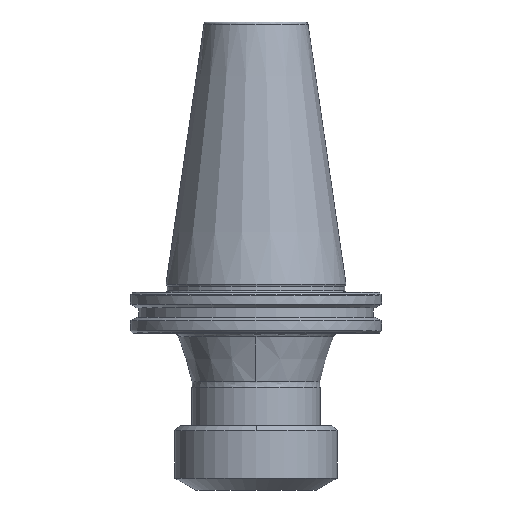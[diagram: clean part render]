
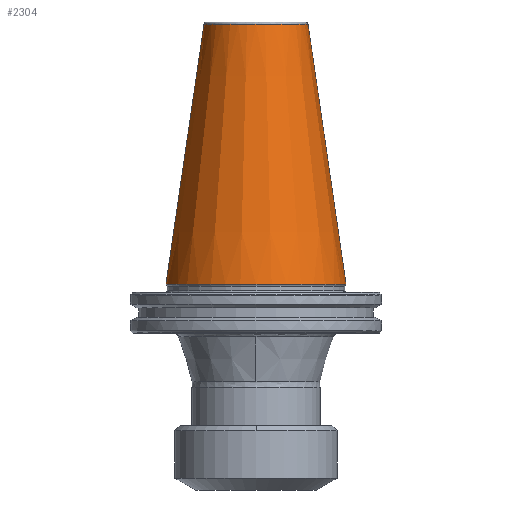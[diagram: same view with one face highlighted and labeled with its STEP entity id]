
A CAD part, front view. The second image highlights one B-rep face of the part: STEP entity #2304.
In plain terms, the highlighted conical face has half-angle 8.297 degrees and reference radius 34.925 mm.
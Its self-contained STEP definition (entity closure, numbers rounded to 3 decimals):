
#3 = DIRECTION ( 'NONE',  ( 0.144, 0., -0.99 ) ) ;
#4 = CARTESIAN_POINT ( 'NONE',  ( 34.925, 0., 0. ) ) ;
#134 = CARTESIAN_POINT ( 'NONE',  ( 20.211, 0., 100.894 ) ) ;
#422 = CIRCLE ( 'NONE', #1440, 20.211 ) ;
#717 = VERTEX_POINT ( 'NONE', #1137 ) ;
#831 = CIRCLE ( 'NONE', #889, 34.925 ) ;
#862 = VERTEX_POINT ( 'NONE', #134 ) ;
#884 = DIRECTION ( 'NONE',  ( -1., 0., 0. ) ) ;
#889 = AXIS2_PLACEMENT_3D ( 'NONE', #1229, #3049, #1506 ) ;
#917 = ORIENTED_EDGE ( 'NONE', *, *, #2292, .T. ) ;
#1105 = DIRECTION ( 'NONE',  ( -0.144, 0., -0.99 ) ) ;
#1115 = CARTESIAN_POINT ( 'NONE',  ( -34.925, 0., 0. ) ) ;
#1137 = CARTESIAN_POINT ( 'NONE',  ( 34.925, 0., 0. ) ) ;
#1148 = CARTESIAN_POINT ( 'NONE',  ( 0., 0., 0. ) ) ;
#1154 = DIRECTION ( 'NONE',  ( 0., 0., -1. ) ) ;
#1172 = LINE ( 'NONE', #1115, #1427 ) ;
#1175 = DIRECTION ( 'NONE',  ( -1., 0., 0. ) ) ;
#1185 = ORIENTED_EDGE ( 'NONE', *, *, #2775, .F. ) ;
#1229 = CARTESIAN_POINT ( 'NONE',  ( 0., 0., 0. ) ) ;
#1337 = CARTESIAN_POINT ( 'NONE',  ( 0., 0., 100.894 ) ) ;
#1377 = CARTESIAN_POINT ( 'NONE',  ( -20.211, 0., 100.894 ) ) ;
#1427 = VECTOR ( 'NONE', #1105, 1000. ) ;
#1440 = AXIS2_PLACEMENT_3D ( 'NONE', #1337, #3048, #884 ) ;
#1457 = FACE_OUTER_BOUND ( 'NONE', #1676, .T. ) ;
#1506 = DIRECTION ( 'NONE',  ( -1., 0., 0. ) ) ;
#1674 = CONICAL_SURFACE ( 'NONE', #1819, 34.925, 0.145 ) ;
#1676 = EDGE_LOOP ( 'NONE', ( #1185, #1691, #917, #2123 ) ) ;
#1691 = ORIENTED_EDGE ( 'NONE', *, *, #2454, .T. ) ;
#1819 = AXIS2_PLACEMENT_3D ( 'NONE', #1148, #1154, #1175 ) ;
#1904 = EDGE_CURVE ( 'NONE', #3014, #717, #831, .T. ) ;
#2123 = ORIENTED_EDGE ( 'NONE', *, *, #1904, .T. ) ;
#2292 = EDGE_CURVE ( 'NONE', #2388, #3014, #1172, .T. ) ;
#2304 = ADVANCED_FACE ( 'NONE', ( #1457 ), #1674, .T. ) ;
#2378 = LINE ( 'NONE', #4, #2523 ) ;
#2388 = VERTEX_POINT ( 'NONE', #1377 ) ;
#2454 = EDGE_CURVE ( 'NONE', #862, #2388, #422, .T. ) ;
#2517 = CARTESIAN_POINT ( 'NONE',  ( -34.925, 0., 0. ) ) ;
#2523 = VECTOR ( 'NONE', #3, 1000. ) ;
#2775 = EDGE_CURVE ( 'NONE', #862, #717, #2378, .T. ) ;
#3014 = VERTEX_POINT ( 'NONE', #2517 ) ;
#3048 = DIRECTION ( 'NONE',  ( 0., 0., -1. ) ) ;
#3049 = DIRECTION ( 'NONE',  ( 0., 0., 1. ) ) ;
